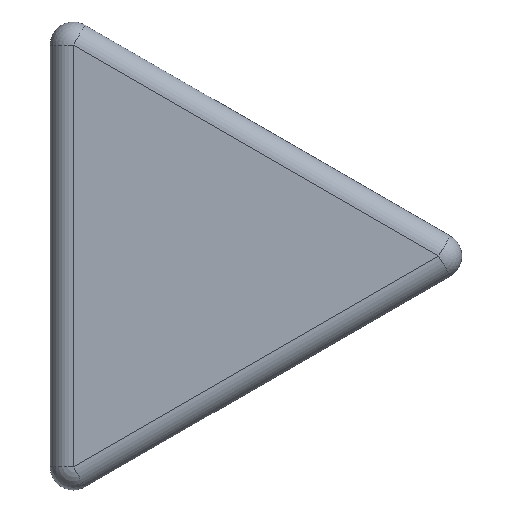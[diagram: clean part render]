
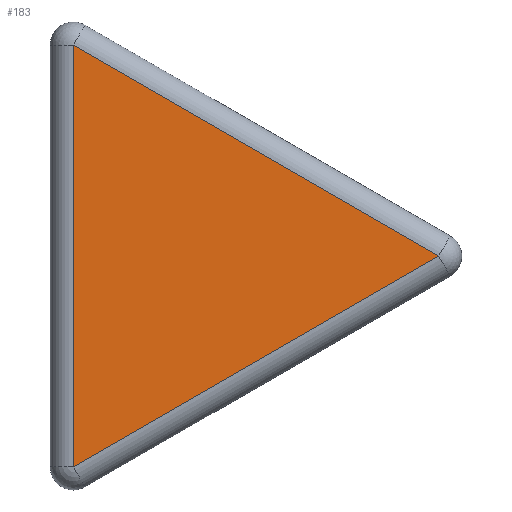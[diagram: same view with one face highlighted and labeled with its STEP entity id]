
A CAD part, front view. The second image highlights one B-rep face of the part: STEP entity #183.
In plain terms, the highlighted planar face has unit normal (0, -1, 0).
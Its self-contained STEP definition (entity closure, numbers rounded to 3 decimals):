
#1 = ORIENTED_EDGE ( 'NONE', *, *, #380, .T. ) ;
#7 = DIRECTION ( 'NONE',  ( 0., 0., -1. ) ) ;
#30 = VERTEX_POINT ( 'NONE', #339 ) ;
#31 = VERTEX_POINT ( 'NONE', #377 ) ;
#56 = VECTOR ( 'NONE', #347, 1000. ) ;
#57 = ORIENTED_EDGE ( 'NONE', *, *, #251, .T. ) ;
#58 = CARTESIAN_POINT ( 'NONE',  ( -105.47, -20., -182.679 ) ) ;
#66 = DIRECTION ( 'NONE',  ( -0.866, 0., 0.5 ) ) ;
#68 = VERTEX_POINT ( 'NONE', #353 ) ;
#85 = FACE_OUTER_BOUND ( 'NONE', #301, .T. ) ;
#87 = CARTESIAN_POINT ( 'NONE',  ( -105.47, -20., 182.679 ) ) ;
#161 = DIRECTION ( 'NONE',  ( 0., 1., 0. ) ) ;
#183 = ADVANCED_FACE ( 'NONE', ( #85 ), #196, .F. ) ;
#188 = DIRECTION ( 'NONE',  ( 0., 0., 1. ) ) ;
#196 = PLANE ( 'NONE',  #285 ) ;
#232 = LINE ( 'NONE', #58, #271 ) ;
#251 = EDGE_CURVE ( 'NONE', #30, #68, #331, .T. ) ;
#257 = CARTESIAN_POINT ( 'NONE',  ( 210.94, -20., 0. ) ) ;
#262 = CARTESIAN_POINT ( 'NONE',  ( -105.47, -20., -182.679 ) ) ;
#271 = VECTOR ( 'NONE', #7, 1000. ) ;
#285 = AXIS2_PLACEMENT_3D ( 'NONE', #262, #161, #188 ) ;
#301 = EDGE_LOOP ( 'NONE', ( #57, #356, #1 ) ) ;
#311 = EDGE_CURVE ( 'NONE', #68, #31, #232, .T. ) ;
#316 = LINE ( 'NONE', #257, #56 ) ;
#331 = LINE ( 'NONE', #87, #395 ) ;
#339 = CARTESIAN_POINT ( 'NONE',  ( 210.94, -20., 0. ) ) ;
#347 = DIRECTION ( 'NONE',  ( 0.866, 0., 0.5 ) ) ;
#353 = CARTESIAN_POINT ( 'NONE',  ( -105.47, -20., 182.679 ) ) ;
#356 = ORIENTED_EDGE ( 'NONE', *, *, #311, .T. ) ;
#377 = CARTESIAN_POINT ( 'NONE',  ( -105.47, -20., -182.679 ) ) ;
#380 = EDGE_CURVE ( 'NONE', #31, #30, #316, .T. ) ;
#395 = VECTOR ( 'NONE', #66, 1000. ) ;
